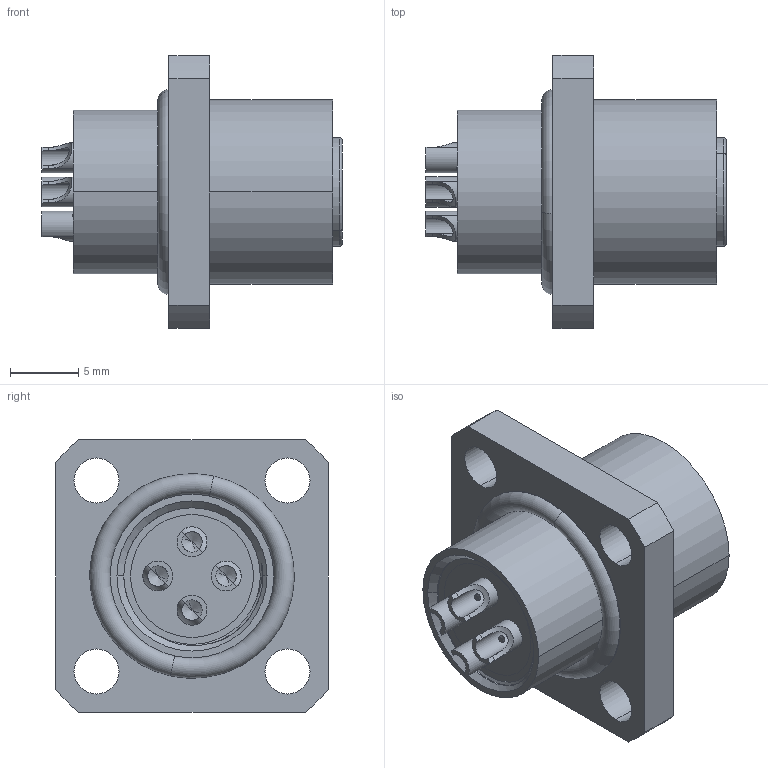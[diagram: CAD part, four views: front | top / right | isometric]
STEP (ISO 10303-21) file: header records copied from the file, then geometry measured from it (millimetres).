
FILE_DESCRIPTION (( 'STEP AP203' ), '1' );
FILE_NAME ('55-00463.STEP', '2025-03-18T17:50:55', ( '' ), ( '' ), 'SwSTEP 2.0', 'SolidWorks 2021', '' );
FILE_SCHEMA (( 'CONFIG_CONTROL_DESIGN' ));
Length unit declared in the file: millimetre
Products named in the file (6): 55-00463-05___; 55-00463-02___; 55-00463; 55-00463-04___; 55-00463-01___; 55-00463-03___
Assembly tree (8 placements, depth 2):
  55-00463
    55-00463-01___
    55-00463-02___
    55-00463-03___  x4
    55-00463-04___
    55-00463-05___
Bounding box: 22 x 20 x 20 mm (x, y, z)
Volume: 2697.2 mm3; surface area: 5218 mm2
Topology: 9 solids, 9 shells, 274 faces, 678 edges, 423 vertices
Faces by surface type: cylinder 134, plane 83, torus 26, cone 24, bspline 7
Entity records: 8635 total; most frequent: CARTESIAN_POINT 3911, DIRECTION 854, ORIENTED_EDGE 844, EDGE_CURVE 422, AXIS2_PLACEMENT_3D 344, VERTEX_POINT 273, EDGE_LOOP 209, FACE_OUTER_BOUND 172
